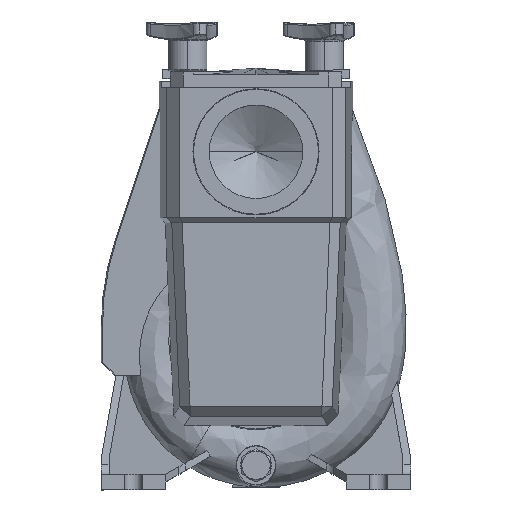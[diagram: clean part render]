
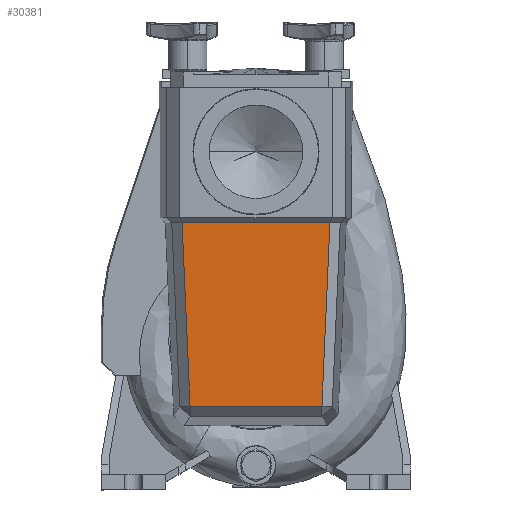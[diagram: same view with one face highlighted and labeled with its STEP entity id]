
A CAD part, top view. The second image highlights one B-rep face of the part: STEP entity #30381.
In plain terms, the highlighted face is planar.
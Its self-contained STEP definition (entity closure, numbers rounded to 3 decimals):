
#5107 = DIRECTION ( 'NONE',  ( 0., 0., -1. ) ) ;
#5612 = CARTESIAN_POINT ( 'NONE',  ( 188., 65.123, 207. ) ) ;
#7640 = ORIENTED_EDGE ( 'NONE', *, *, #51446, .T. ) ;
#8063 = PLANE ( 'NONE',  #78470 ) ;
#18701 = ORIENTED_EDGE ( 'NONE', *, *, #37802, .T. ) ;
#19107 = VERTEX_POINT ( 'NONE', #80562 ) ;
#23893 = ORIENTED_EDGE ( 'NONE', *, *, #63499, .F. ) ;
#26977 = CARTESIAN_POINT ( 'NONE',  ( 188., 57.378, 207. ) ) ;
#30381 = ADVANCED_FACE ( 'NONE', ( #78940 ), #8063, .T. ) ;
#31820 = LINE ( 'NONE', #94937, #49885 ) ;
#33215 = LINE ( 'NONE', #88048, #79864 ) ;
#33714 = DIRECTION ( 'NONE',  ( 0., 0.044, 0.999 ) ) ;
#33852 = DIRECTION ( 'NONE',  ( 0., -0.044, 0.999 ) ) ;
#34350 = CARTESIAN_POINT ( 'NONE',  ( 188., 65.123, 64.74 ) ) ;
#37802 = EDGE_CURVE ( 'NONE', #80368, #86498, #89699, .T. ) ;
#39632 = DIRECTION ( 'NONE',  ( 1., 0., 0. ) ) ;
#42511 = CARTESIAN_POINT ( 'NONE',  ( 188., 65.123, 207. ) ) ;
#44327 = ORIENTED_EDGE ( 'NONE', *, *, #69325, .T. ) ;
#46648 = VERTEX_POINT ( 'NONE', #26977 ) ;
#49885 = VECTOR ( 'NONE', #33852, 1000. ) ;
#51446 = EDGE_CURVE ( 'NONE', #46648, #19107, #88076, .T. ) ;
#57547 = DIRECTION ( 'NONE',  ( 0., -1., 0. ) ) ;
#63499 = EDGE_CURVE ( 'NONE', #80368, #19107, #31820, .T. ) ;
#69325 = EDGE_CURVE ( 'NONE', #86498, #46648, #33215, .T. ) ;
#77431 = VECTOR ( 'NONE', #97482, 1000. ) ;
#78470 = AXIS2_PLACEMENT_3D ( 'NONE', #5612, #39632, #5107 ) ;
#78770 = VECTOR ( 'NONE', #57547, 1000. ) ;
#78940 = FACE_OUTER_BOUND ( 'NONE', #100988, .T. ) ;
#79864 = VECTOR ( 'NONE', #33714, 1000. ) ;
#80368 = VERTEX_POINT ( 'NONE', #101265 ) ;
#80562 = CARTESIAN_POINT ( 'NONE',  ( 188., -57.378, 207. ) ) ;
#86498 = VERTEX_POINT ( 'NONE', #90982 ) ;
#88048 = CARTESIAN_POINT ( 'NONE',  ( 188., 51.161, 64.74 ) ) ;
#88076 = LINE ( 'NONE', #42511, #78770 ) ;
#89699 = LINE ( 'NONE', #34350, #77431 ) ;
#90982 = CARTESIAN_POINT ( 'NONE',  ( 188., 51.161, 64.74 ) ) ;
#94937 = CARTESIAN_POINT ( 'NONE',  ( 188., -54.276, 136.044 ) ) ;
#97482 = DIRECTION ( 'NONE',  ( 0., 1., 0. ) ) ;
#100988 = EDGE_LOOP ( 'NONE', ( #23893, #18701, #44327, #7640 ) ) ;
#101265 = CARTESIAN_POINT ( 'NONE',  ( 188., -51.161, 64.74 ) ) ;
